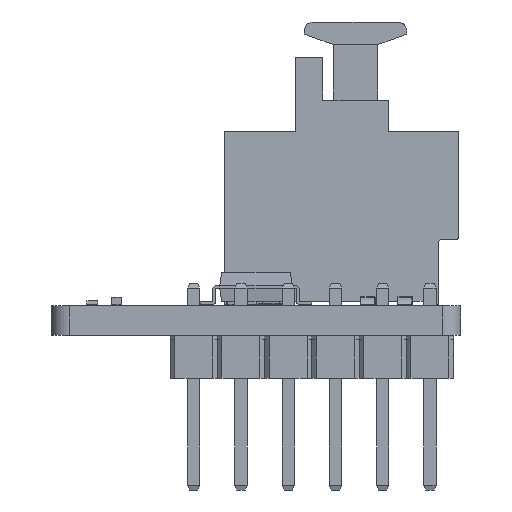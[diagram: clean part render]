
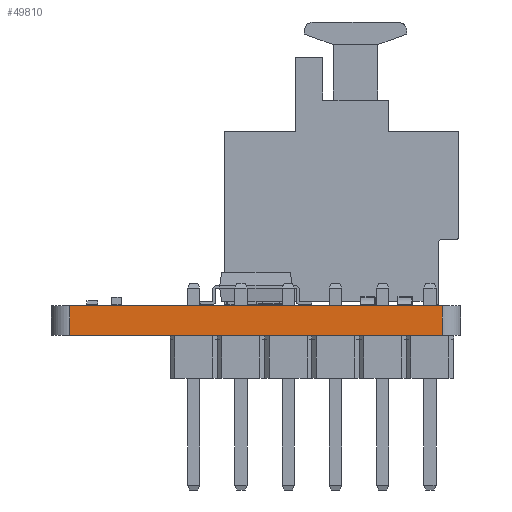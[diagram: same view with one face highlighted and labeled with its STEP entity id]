
A CAD part, left-side view. The second image highlights one B-rep face of the part: STEP entity #49810.
In plain terms, the highlighted planar face has unit normal (-1, 0, 0).
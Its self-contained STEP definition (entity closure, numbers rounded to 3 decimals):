
#48454 = PLANE('',#48455);
#48455 = AXIS2_PLACEMENT_3D('',#48456,#48457,#48458);
#48456 = CARTESIAN_POINT('',(19.,11.,1.6));
#48457 = DIRECTION('',(0.,0.,1.));
#48458 = DIRECTION('',(1.,0.,-0.));
#48509 = PLANE('',#48510);
#48510 = AXIS2_PLACEMENT_3D('',#48511,#48512,#48513);
#48511 = CARTESIAN_POINT('',(19.,11.,0.));
#48512 = DIRECTION('',(0.,0.,1.));
#48513 = DIRECTION('',(1.,0.,-0.));
#48640 = CYLINDRICAL_SURFACE('',#48641,1.);
#48641 = AXIS2_PLACEMENT_3D('',#48642,#48643,#48644);
#48642 = CARTESIAN_POINT('',(1.,21.,0.));
#48643 = DIRECTION('',(-0.,-0.,-1.));
#48644 = DIRECTION('',(1.,0.,-0.));
#48679 = VERTEX_POINT('',#48680);
#48680 = CARTESIAN_POINT('',(0.,21.,0.));
#48702 = EDGE_CURVE('',#48679,#48703,#48705,.T.);
#48703 = VERTEX_POINT('',#48704);
#48704 = CARTESIAN_POINT('',(0.,1.,0.));
#48705 = SURFACE_CURVE('',#48706,(#48710,#48717),.PCURVE_S1.);
#48706 = LINE('',#48707,#48708);
#48707 = CARTESIAN_POINT('',(0.,21.,0.));
#48708 = VECTOR('',#48709,1.);
#48709 = DIRECTION('',(0.,-1.,0.));
#48710 = PCURVE('',#48509,#48711);
#48711 = DEFINITIONAL_REPRESENTATION('',(#48712),#48716);
#48712 = LINE('',#48713,#48714);
#48713 = CARTESIAN_POINT('',(-19.,10.));
#48714 = VECTOR('',#48715,1.);
#48715 = DIRECTION('',(0.,-1.));
#48716 = ( GEOMETRIC_REPRESENTATION_CONTEXT(2) 
PARAMETRIC_REPRESENTATION_CONTEXT() REPRESENTATION_CONTEXT('2D SPACE',''
  ) );
#48717 = PCURVE('',#48718,#48723);
#48718 = PLANE('',#48719);
#48719 = AXIS2_PLACEMENT_3D('',#48720,#48721,#48722);
#48720 = CARTESIAN_POINT('',(0.,21.,0.));
#48721 = DIRECTION('',(1.,0.,-0.));
#48722 = DIRECTION('',(0.,-1.,0.));
#48723 = DEFINITIONAL_REPRESENTATION('',(#48724),#48728);
#48724 = LINE('',#48725,#48726);
#48725 = CARTESIAN_POINT('',(0.,0.));
#48726 = VECTOR('',#48727,1.);
#48727 = DIRECTION('',(1.,0.));
#48728 = ( GEOMETRIC_REPRESENTATION_CONTEXT(2) 
PARAMETRIC_REPRESENTATION_CONTEXT() REPRESENTATION_CONTEXT('2D SPACE',''
  ) );
#48747 = CYLINDRICAL_SURFACE('',#48748,1.);
#48748 = AXIS2_PLACEMENT_3D('',#48749,#48750,#48751);
#48749 = CARTESIAN_POINT('',(1.,1.,0.));
#48750 = DIRECTION('',(-0.,-0.,-1.));
#48751 = DIRECTION('',(1.,0.,-0.));
#49250 = VERTEX_POINT('',#49251);
#49251 = CARTESIAN_POINT('',(0.,21.,1.6));
#49273 = EDGE_CURVE('',#49250,#49274,#49276,.T.);
#49274 = VERTEX_POINT('',#49275);
#49275 = CARTESIAN_POINT('',(0.,1.,1.6));
#49276 = SURFACE_CURVE('',#49277,(#49281,#49288),.PCURVE_S1.);
#49277 = LINE('',#49278,#49279);
#49278 = CARTESIAN_POINT('',(0.,21.,1.6));
#49279 = VECTOR('',#49280,1.);
#49280 = DIRECTION('',(0.,-1.,0.));
#49281 = PCURVE('',#48454,#49282);
#49282 = DEFINITIONAL_REPRESENTATION('',(#49283),#49287);
#49283 = LINE('',#49284,#49285);
#49284 = CARTESIAN_POINT('',(-19.,10.));
#49285 = VECTOR('',#49286,1.);
#49286 = DIRECTION('',(0.,-1.));
#49287 = ( GEOMETRIC_REPRESENTATION_CONTEXT(2) 
PARAMETRIC_REPRESENTATION_CONTEXT() REPRESENTATION_CONTEXT('2D SPACE',''
  ) );
#49288 = PCURVE('',#48718,#49289);
#49289 = DEFINITIONAL_REPRESENTATION('',(#49290),#49294);
#49290 = LINE('',#49291,#49292);
#49291 = CARTESIAN_POINT('',(0.,-1.6));
#49292 = VECTOR('',#49293,1.);
#49293 = DIRECTION('',(1.,0.));
#49294 = ( GEOMETRIC_REPRESENTATION_CONTEXT(2) 
PARAMETRIC_REPRESENTATION_CONTEXT() REPRESENTATION_CONTEXT('2D SPACE',''
  ) );
#49762 = EDGE_CURVE('',#48679,#49250,#49763,.T.);
#49763 = SURFACE_CURVE('',#49764,(#49768,#49775),.PCURVE_S1.);
#49764 = LINE('',#49765,#49766);
#49765 = CARTESIAN_POINT('',(0.,21.,0.));
#49766 = VECTOR('',#49767,1.);
#49767 = DIRECTION('',(0.,0.,1.));
#49768 = PCURVE('',#48640,#49769);
#49769 = DEFINITIONAL_REPRESENTATION('',(#49770),#49774);
#49770 = LINE('',#49771,#49772);
#49771 = CARTESIAN_POINT('',(-3.142,0.));
#49772 = VECTOR('',#49773,1.);
#49773 = DIRECTION('',(-0.,-1.));
#49774 = ( GEOMETRIC_REPRESENTATION_CONTEXT(2) 
PARAMETRIC_REPRESENTATION_CONTEXT() REPRESENTATION_CONTEXT('2D SPACE',''
  ) );
#49775 = PCURVE('',#48718,#49776);
#49776 = DEFINITIONAL_REPRESENTATION('',(#49777),#49781);
#49777 = LINE('',#49778,#49779);
#49778 = CARTESIAN_POINT('',(0.,0.));
#49779 = VECTOR('',#49780,1.);
#49780 = DIRECTION('',(0.,-1.));
#49781 = ( GEOMETRIC_REPRESENTATION_CONTEXT(2) 
PARAMETRIC_REPRESENTATION_CONTEXT() REPRESENTATION_CONTEXT('2D SPACE',''
  ) );
#49810 = ADVANCED_FACE('',(#49811),#48718,.F.);
#49811 = FACE_BOUND('',#49812,.F.);
#49812 = EDGE_LOOP('',(#49813,#49814,#49815,#49836));
#49813 = ORIENTED_EDGE('',*,*,#49762,.T.);
#49814 = ORIENTED_EDGE('',*,*,#49273,.T.);
#49815 = ORIENTED_EDGE('',*,*,#49816,.F.);
#49816 = EDGE_CURVE('',#48703,#49274,#49817,.T.);
#49817 = SURFACE_CURVE('',#49818,(#49822,#49829),.PCURVE_S1.);
#49818 = LINE('',#49819,#49820);
#49819 = CARTESIAN_POINT('',(0.,1.,0.));
#49820 = VECTOR('',#49821,1.);
#49821 = DIRECTION('',(0.,0.,1.));
#49822 = PCURVE('',#48718,#49823);
#49823 = DEFINITIONAL_REPRESENTATION('',(#49824),#49828);
#49824 = LINE('',#49825,#49826);
#49825 = CARTESIAN_POINT('',(20.,0.));
#49826 = VECTOR('',#49827,1.);
#49827 = DIRECTION('',(0.,-1.));
#49828 = ( GEOMETRIC_REPRESENTATION_CONTEXT(2) 
PARAMETRIC_REPRESENTATION_CONTEXT() REPRESENTATION_CONTEXT('2D SPACE',''
  ) );
#49829 = PCURVE('',#48747,#49830);
#49830 = DEFINITIONAL_REPRESENTATION('',(#49831),#49835);
#49831 = LINE('',#49832,#49833);
#49832 = CARTESIAN_POINT('',(-3.142,0.));
#49833 = VECTOR('',#49834,1.);
#49834 = DIRECTION('',(-0.,-1.));
#49835 = ( GEOMETRIC_REPRESENTATION_CONTEXT(2) 
PARAMETRIC_REPRESENTATION_CONTEXT() REPRESENTATION_CONTEXT('2D SPACE',''
  ) );
#49836 = ORIENTED_EDGE('',*,*,#48702,.F.);
